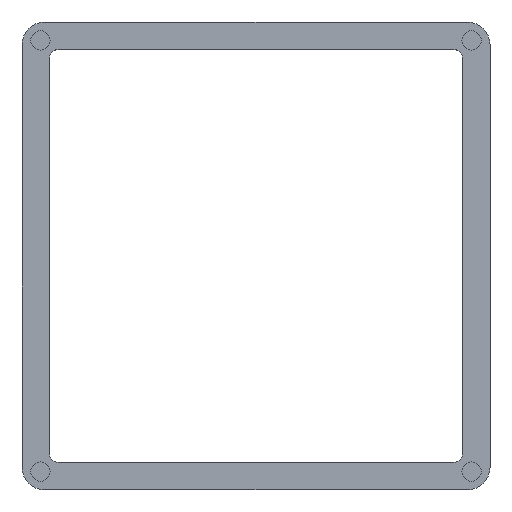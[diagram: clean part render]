
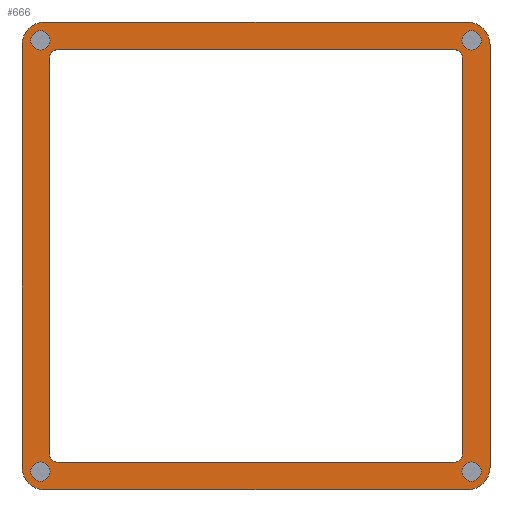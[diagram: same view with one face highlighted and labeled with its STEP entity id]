
A CAD part, top view. The second image highlights one B-rep face of the part: STEP entity #666.
In plain terms, the highlighted planar face has unit normal (0, 0, 1).
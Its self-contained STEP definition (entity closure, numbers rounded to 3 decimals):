
#20=FACE_BOUND('',#132,.T.);
#21=FACE_BOUND('',#133,.T.);
#22=FACE_BOUND('',#134,.T.);
#23=FACE_BOUND('',#135,.T.);
#24=FACE_BOUND('',#136,.T.);
#46=PLANE('',#771);
#88=FACE_OUTER_BOUND('',#131,.T.);
#131=EDGE_LOOP('',(#585,#586,#587,#588,#589,#590,#591,#592));
#132=EDGE_LOOP('',(#593));
#133=EDGE_LOOP('',(#594));
#134=EDGE_LOOP('',(#595));
#135=EDGE_LOOP('',(#596));
#136=EDGE_LOOP('',(#597,#598,#599,#600,#601,#602,#603,#604));
#152=LINE('',#1090,#196);
#155=LINE('',#1098,#199);
#167=LINE('',#1157,#211);
#170=LINE('',#1165,#214);
#171=LINE('',#1168,#215);
#175=LINE('',#1177,#219);
#178=LINE('',#1187,#222);
#180=LINE('',#1193,#224);
#196=VECTOR('',#878,10.);
#199=VECTOR('',#887,10.);
#211=VECTOR('',#955,10.);
#214=VECTOR('',#964,10.);
#215=VECTOR('',#967,10.);
#219=VECTOR('',#977,10.);
#222=VECTOR('',#990,10.);
#224=VECTOR('',#998,10.);
#225=CIRCLE('',#683,2.1);
#227=CIRCLE('',#687,2.1);
#229=CIRCLE('',#691,2.1);
#231=CIRCLE('',#695,2.1);
#249=CIRCLE('',#723,5.);
#250=CIRCLE('',#726,5.);
#267=CIRCLE('',#754,2.);
#268=CIRCLE('',#757,2.);
#269=CIRCLE('',#761,2.);
#270=CIRCLE('',#764,2.);
#271=CIRCLE('',#766,5.);
#272=CIRCLE('',#769,5.);
#273=VERTEX_POINT('',#1006);
#275=VERTEX_POINT('',#1013);
#277=VERTEX_POINT('',#1020);
#279=VERTEX_POINT('',#1027);
#297=VERTEX_POINT('',#1082);
#298=VERTEX_POINT('',#1084);
#299=VERTEX_POINT('',#1088);
#300=VERTEX_POINT('',#1092);
#301=VERTEX_POINT('',#1096);
#318=VERTEX_POINT('',#1149);
#319=VERTEX_POINT('',#1151);
#320=VERTEX_POINT('',#1155);
#321=VERTEX_POINT('',#1159);
#322=VERTEX_POINT('',#1163);
#323=VERTEX_POINT('',#1167);
#324=VERTEX_POINT('',#1171);
#325=VERTEX_POINT('',#1175);
#326=VERTEX_POINT('',#1181);
#327=VERTEX_POINT('',#1185);
#328=VERTEX_POINT('',#1189);
#329=EDGE_CURVE('',#273,#273,#225,.T.);
#332=EDGE_CURVE('',#275,#275,#227,.T.);
#335=EDGE_CURVE('',#277,#277,#229,.T.);
#338=EDGE_CURVE('',#279,#279,#231,.T.);
#366=EDGE_CURVE('',#298,#297,#249,.T.);
#369=EDGE_CURVE('',#299,#297,#152,.T.);
#371=EDGE_CURVE('',#299,#300,#250,.T.);
#373=EDGE_CURVE('',#301,#300,#155,.T.);
#399=EDGE_CURVE('',#319,#318,#267,.T.);
#402=EDGE_CURVE('',#318,#320,#167,.T.);
#404=EDGE_CURVE('',#320,#321,#268,.T.);
#406=EDGE_CURVE('',#321,#322,#170,.T.);
#407=EDGE_CURVE('',#323,#319,#171,.T.);
#410=EDGE_CURVE('',#322,#324,#269,.T.);
#412=EDGE_CURVE('',#324,#325,#175,.T.);
#413=EDGE_CURVE('',#325,#323,#270,.T.);
#415=EDGE_CURVE('',#301,#326,#271,.T.);
#417=EDGE_CURVE('',#327,#326,#178,.T.);
#419=EDGE_CURVE('',#327,#328,#272,.T.);
#420=EDGE_CURVE('',#298,#328,#180,.T.);
#585=ORIENTED_EDGE('',*,*,#366,.T.);
#586=ORIENTED_EDGE('',*,*,#369,.F.);
#587=ORIENTED_EDGE('',*,*,#371,.T.);
#588=ORIENTED_EDGE('',*,*,#373,.F.);
#589=ORIENTED_EDGE('',*,*,#415,.T.);
#590=ORIENTED_EDGE('',*,*,#417,.F.);
#591=ORIENTED_EDGE('',*,*,#419,.T.);
#592=ORIENTED_EDGE('',*,*,#420,.F.);
#593=ORIENTED_EDGE('',*,*,#329,.T.);
#594=ORIENTED_EDGE('',*,*,#332,.T.);
#595=ORIENTED_EDGE('',*,*,#335,.T.);
#596=ORIENTED_EDGE('',*,*,#338,.T.);
#597=ORIENTED_EDGE('',*,*,#413,.T.);
#598=ORIENTED_EDGE('',*,*,#407,.T.);
#599=ORIENTED_EDGE('',*,*,#399,.T.);
#600=ORIENTED_EDGE('',*,*,#402,.T.);
#601=ORIENTED_EDGE('',*,*,#404,.T.);
#602=ORIENTED_EDGE('',*,*,#406,.T.);
#603=ORIENTED_EDGE('',*,*,#410,.T.);
#604=ORIENTED_EDGE('',*,*,#412,.T.);
#666=ADVANCED_FACE('',(#88,#20,#21,#22,#23,#24),#46,.T.);
#683=AXIS2_PLACEMENT_3D('',#1007,#779,#780);
#687=AXIS2_PLACEMENT_3D('',#1014,#788,#789);
#691=AXIS2_PLACEMENT_3D('',#1021,#797,#798);
#695=AXIS2_PLACEMENT_3D('',#1028,#806,#807);
#723=AXIS2_PLACEMENT_3D('',#1085,#872,#873);
#726=AXIS2_PLACEMENT_3D('',#1094,#882,#883);
#754=AXIS2_PLACEMENT_3D('',#1152,#949,#950);
#757=AXIS2_PLACEMENT_3D('',#1161,#959,#960);
#761=AXIS2_PLACEMENT_3D('',#1173,#972,#973);
#764=AXIS2_PLACEMENT_3D('',#1179,#980,#981);
#766=AXIS2_PLACEMENT_3D('',#1183,#985,#986);
#769=AXIS2_PLACEMENT_3D('',#1191,#994,#995);
#771=AXIS2_PLACEMENT_3D('',#1194,#999,#1000);
#779=DIRECTION('center_axis',(0.,0.,-1.));
#780=DIRECTION('ref_axis',(-1.,0.,0.));
#788=DIRECTION('center_axis',(0.,0.,-1.));
#789=DIRECTION('ref_axis',(-1.,0.,0.));
#797=DIRECTION('center_axis',(0.,0.,-1.));
#798=DIRECTION('ref_axis',(-1.,0.,0.));
#806=DIRECTION('center_axis',(0.,0.,-1.));
#807=DIRECTION('ref_axis',(-1.,0.,0.));
#872=DIRECTION('center_axis',(0.,0.,1.));
#873=DIRECTION('ref_axis',(0.,-1.,0.));
#878=DIRECTION('',(0.,-1.,0.));
#882=DIRECTION('center_axis',(0.,0.,1.));
#883=DIRECTION('ref_axis',(1.,0.,0.));
#887=DIRECTION('',(1.,0.,0.));
#949=DIRECTION('center_axis',(0.,0.,-1.));
#950=DIRECTION('ref_axis',(1.,0.,0.));
#955=DIRECTION('',(0.,-1.,0.));
#959=DIRECTION('center_axis',(0.,0.,-1.));
#960=DIRECTION('ref_axis',(0.,-1.,0.));
#964=DIRECTION('',(-1.,0.,0.));
#967=DIRECTION('',(1.,0.,0.));
#972=DIRECTION('center_axis',(0.,0.,-1.));
#973=DIRECTION('ref_axis',(-1.,0.,0.));
#977=DIRECTION('',(0.,1.,0.));
#980=DIRECTION('center_axis',(0.,0.,-1.));
#981=DIRECTION('ref_axis',(0.,1.,0.));
#985=DIRECTION('center_axis',(0.,0.,1.));
#986=DIRECTION('ref_axis',(0.,1.,0.));
#990=DIRECTION('',(0.,1.,0.));
#994=DIRECTION('center_axis',(0.,0.,1.));
#995=DIRECTION('ref_axis',(-1.,0.,0.));
#998=DIRECTION('',(-1.,0.,0.));
#999=DIRECTION('center_axis',(0.,0.,1.));
#1000=DIRECTION('ref_axis',(1.,0.,0.));
#1006=CARTESIAN_POINT('',(179.67,-133.678,-28.391));
#1007=CARTESIAN_POINT('Origin',(177.57,-133.678,-28.391));
#1013=CARTESIAN_POINT('',(179.67,-227.955,-28.391));
#1014=CARTESIAN_POINT('Origin',(177.57,-227.955,-28.391));
#1020=CARTESIAN_POINT('',(85.383,-133.678,-28.391));
#1021=CARTESIAN_POINT('Origin',(83.283,-133.678,-28.391));
#1027=CARTESIAN_POINT('',(85.383,-227.955,-28.391));
#1028=CARTESIAN_POINT('Origin',(83.283,-227.955,-28.391));
#1082=CARTESIAN_POINT('',(181.595,-226.98,-28.391));
#1084=CARTESIAN_POINT('',(176.595,-231.98,-28.391));
#1085=CARTESIAN_POINT('Origin',(176.595,-226.98,-28.391));
#1088=CARTESIAN_POINT('',(181.595,-134.652,-28.391));
#1090=CARTESIAN_POINT('',(181.595,-134.652,-28.391));
#1092=CARTESIAN_POINT('',(176.595,-129.652,-28.391));
#1094=CARTESIAN_POINT('Origin',(176.595,-134.652,-28.391));
#1096=CARTESIAN_POINT('',(84.258,-129.652,-28.391));
#1098=CARTESIAN_POINT('',(84.258,-129.652,-28.391));
#1149=CARTESIAN_POINT('',(175.595,-137.652,-28.391));
#1151=CARTESIAN_POINT('',(173.595,-135.652,-28.391));
#1152=CARTESIAN_POINT('Origin',(173.595,-137.652,-28.391));
#1155=CARTESIAN_POINT('',(175.595,-223.98,-28.391));
#1157=CARTESIAN_POINT('',(175.595,-137.652,-28.391));
#1159=CARTESIAN_POINT('',(173.595,-225.98,-28.391));
#1161=CARTESIAN_POINT('Origin',(173.595,-223.98,-28.391));
#1163=CARTESIAN_POINT('',(87.258,-225.98,-28.391));
#1165=CARTESIAN_POINT('',(173.595,-225.98,-28.391));
#1167=CARTESIAN_POINT('',(87.258,-135.652,-28.391));
#1168=CARTESIAN_POINT('',(87.258,-135.652,-28.391));
#1171=CARTESIAN_POINT('',(85.258,-223.98,-28.391));
#1173=CARTESIAN_POINT('Origin',(87.258,-223.98,-28.391));
#1175=CARTESIAN_POINT('',(85.258,-137.652,-28.391));
#1177=CARTESIAN_POINT('',(85.258,-223.98,-28.391));
#1179=CARTESIAN_POINT('Origin',(87.258,-137.652,-28.391));
#1181=CARTESIAN_POINT('',(79.258,-134.652,-28.391));
#1183=CARTESIAN_POINT('Origin',(84.258,-134.652,-28.391));
#1185=CARTESIAN_POINT('',(79.258,-226.98,-28.391));
#1187=CARTESIAN_POINT('',(79.258,-226.98,-28.391));
#1189=CARTESIAN_POINT('',(84.258,-231.98,-28.391));
#1191=CARTESIAN_POINT('Origin',(84.258,-226.98,-28.391));
#1193=CARTESIAN_POINT('',(176.595,-231.98,-28.391));
#1194=CARTESIAN_POINT('Origin',(130.426,-180.816,-28.391));
